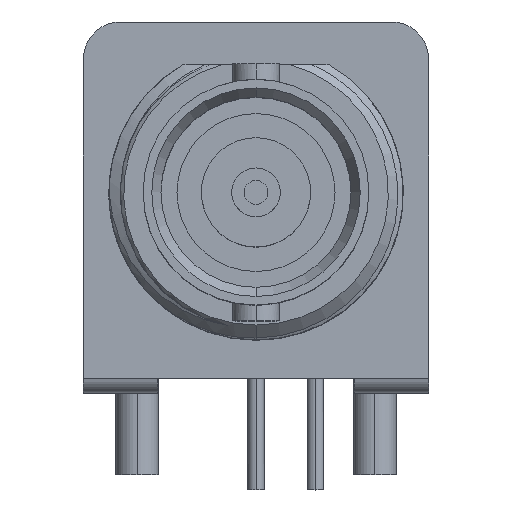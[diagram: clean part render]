
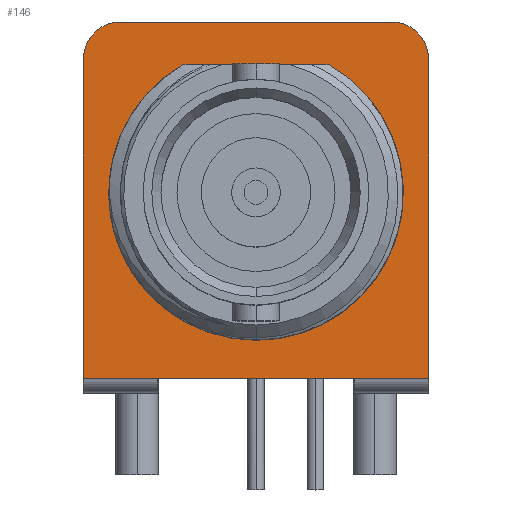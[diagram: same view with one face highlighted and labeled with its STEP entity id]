
A CAD part, top view. The second image highlights one B-rep face of the part: STEP entity #146.
In plain terms, the highlighted planar face has unit normal (0, 0, 1).
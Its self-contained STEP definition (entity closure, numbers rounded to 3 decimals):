
#146=ADVANCED_FACE('',(#435,#436),#437,.F.);
#435=FACE_OUTER_BOUND('',#2382,.T.);
#436=FACE_BOUND('',#2383,.T.);
#437=PLANE('',#2384);
#2382=EDGE_LOOP('',(#3265,#3266,#3267,#3268,#3269,#3270));
#2383=EDGE_LOOP('',(#3271,#3272,#3273));
#2384=AXIS2_PLACEMENT_3D('',#3274,#3275,#3276);
#3265=ORIENTED_EDGE('',*,*,#4241,.F.);
#3266=ORIENTED_EDGE('',*,*,#4242,.F.);
#3267=ORIENTED_EDGE('',*,*,#4243,.F.);
#3268=ORIENTED_EDGE('',*,*,#4244,.F.);
#3269=ORIENTED_EDGE('',*,*,#4245,.F.);
#3270=ORIENTED_EDGE('',*,*,#4246,.F.);
#3271=ORIENTED_EDGE('',*,*,#4144,.T.);
#3272=ORIENTED_EDGE('',*,*,#4210,.T.);
#3273=ORIENTED_EDGE('',*,*,#4028,.T.);
#3274=CARTESIAN_POINT('',(0.0,0.0,-21.209));
#3275=DIRECTION('',(0.0,0.0,-1.0));
#3276=DIRECTION('',(0.0,-1.0,0.0));
#4028=EDGE_CURVE('',#4574,#4580,#4582,.T.);
#4144=EDGE_CURVE('',#4580,#4788,#4790,.T.);
#4210=EDGE_CURVE('',#4788,#4574,#4892,.T.);
#4241=EDGE_CURVE('',#4928,#4929,#4930,.T.);
#4242=EDGE_CURVE('',#4931,#4928,#4932,.T.);
#4243=EDGE_CURVE('',#4933,#4931,#4934,.T.);
#4244=EDGE_CURVE('',#4935,#4933,#4936,.T.);
#4245=EDGE_CURVE('',#4937,#4935,#4938,.T.);
#4246=EDGE_CURVE('',#4929,#4937,#4939,.T.);
#4574=VERTEX_POINT('',#5445);
#4580=VERTEX_POINT('',#5476);
#4582=CIRCLE('',#5479,6.295);
#4788=VERTEX_POINT('',#6315);
#4790=LINE('',#6318,#6319);
#4892=CIRCLE('',#7149,6.295);
#4928=VERTEX_POINT('',#7748);
#4929=VERTEX_POINT('',#7749);
#4930=LINE('',#7750,#7751);
#4931=VERTEX_POINT('',#7752);
#4932=CIRCLE('',#7753,1.575);
#4933=VERTEX_POINT('',#7754);
#4934=LINE('',#7755,#7756);
#4935=VERTEX_POINT('',#7757);
#4936=LINE('',#7758,#7759);
#4937=VERTEX_POINT('',#7760);
#4938=LINE('',#7761,#7762);
#4939=CIRCLE('',#7763,1.575);
#5445=CARTESIAN_POINT('',(0.,-6.295,-21.209));
#5476=CARTESIAN_POINT('',(-3.123,5.465,-21.209));
#5479=AXIS2_PLACEMENT_3D('',#8319,#8320,#8321);
#6315=CARTESIAN_POINT('',(3.123,5.465,-21.209));
#6318=CARTESIAN_POINT('',(-3.123,5.465,-21.209));
#6319=VECTOR('',#8478,6.246);
#7149=AXIS2_PLACEMENT_3D('',#8495,#8496,#8497);
#7748=CARTESIAN_POINT('',(-5.804,7.315,-21.209));
#7749=CARTESIAN_POINT('',(5.804,7.315,-21.209));
#7750=CARTESIAN_POINT('',(-5.804,7.315,-21.209));
#7751=VECTOR('',#8506,11.608);
#7752=CARTESIAN_POINT('',(-7.379,5.74,-21.209));
#7753=AXIS2_PLACEMENT_3D('',#8507,#8508,#8509);
#7754=CARTESIAN_POINT('',(-7.379,-7.925,-21.209));
#7755=CARTESIAN_POINT('',(-7.379,-7.925,-21.209));
#7756=VECTOR('',#8510,13.665);
#7757=CARTESIAN_POINT('',(7.379,-7.925,-21.209));
#7758=CARTESIAN_POINT('',(7.379,-7.925,-21.209));
#7759=VECTOR('',#8511,14.757);
#7760=CARTESIAN_POINT('',(7.379,5.74,-21.209));
#7761=CARTESIAN_POINT('',(7.379,5.74,-21.209));
#7762=VECTOR('',#8512,13.665);
#7763=AXIS2_PLACEMENT_3D('',#8513,#8514,#8515);
#8319=CARTESIAN_POINT('',(0.0,0.0,-21.209));
#8320=DIRECTION('',(0.0,0.0,-1.0));
#8321=DIRECTION('',(0.496,0.868,0.0));
#8478=DIRECTION('',(1.0,0.0,0.0));
#8495=CARTESIAN_POINT('',(0.0,0.0,-21.209));
#8496=DIRECTION('',(0.0,0.0,-1.0));
#8497=DIRECTION('',(0.496,0.868,0.0));
#8506=DIRECTION('',(1.0,0.0,0.0));
#8507=CARTESIAN_POINT('',(-5.804,5.74,-21.209));
#8508=DIRECTION('',(0.0,0.0,-1.0));
#8509=DIRECTION('',(-1.0,0.0,0.0));
#8510=DIRECTION('',(0.0,1.0,0.0));
#8511=DIRECTION('',(-1.0,0.0,0.0));
#8512=DIRECTION('',(0.0,-1.0,0.0));
#8513=CARTESIAN_POINT('',(5.804,5.74,-21.209));
#8514=DIRECTION('',(0.0,0.0,-1.0));
#8515=DIRECTION('',(0.0,1.0,0.0));
